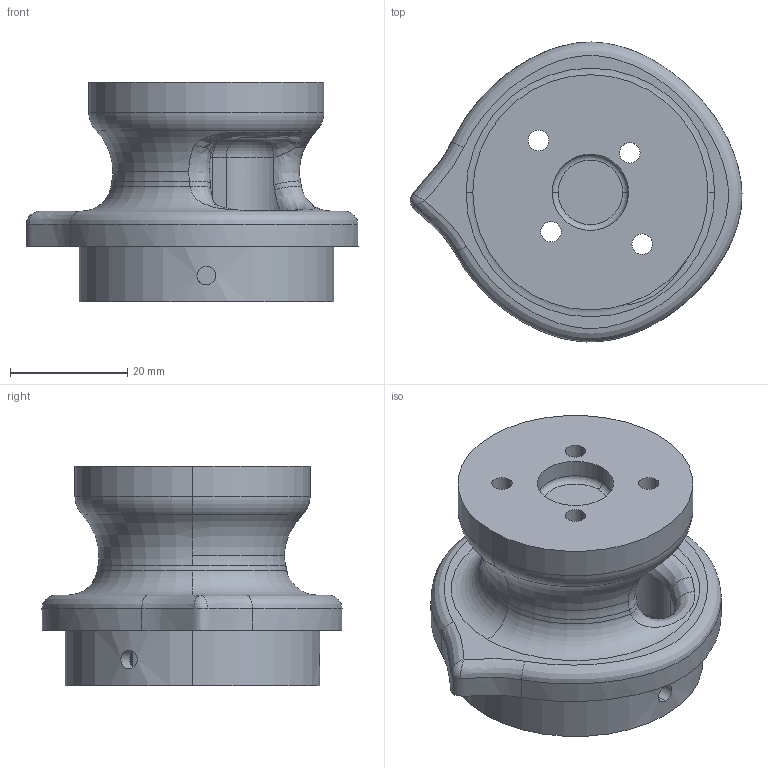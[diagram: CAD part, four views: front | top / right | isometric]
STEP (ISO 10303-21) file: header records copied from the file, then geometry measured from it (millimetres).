
FILE_DESCRIPTION (( 'STEP AP214' ), '1' );
FILE_NAME ('eXplora_VTOL_V1.00_Motor_Support_19x25_L.STEP', '2022-10-24T10:52:48', ( '' ), ( '' ), 'SwSTEP 2.0', 'SolidWorks 2021', '' );
FILE_SCHEMA (( 'AUTOMOTIVE_DESIGN' ));
Length unit declared in the file: millimetre
Products named in the file (1): eXplora_VTOL_V1.00_Motor_Support_19x25_L
Bounding box: 56.6 x 51.14 x 37.5 mm (x, y, z)
Volume: 39847.1 mm3; surface area: 12377.5 mm2
Topology: 1 solids, 1 shells, 123 faces, 305 edges, 194 vertices
Faces by surface type: cylinder 52, plane 30, bspline 23, torus 14, cone 4
Entity records: 7713 total; most frequent: CARTESIAN_POINT 4808, ORIENTED_EDGE 608, DIRECTION 587, EDGE_CURVE 304, AXIS2_PLACEMENT_3D 245, VERTEX_POINT 194, EDGE_LOOP 152, CIRCLE 144
